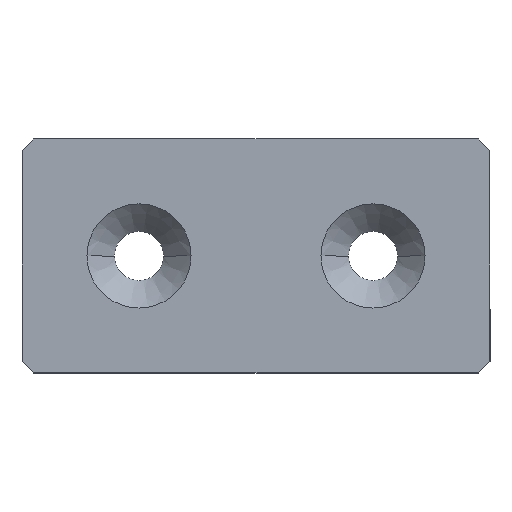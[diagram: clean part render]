
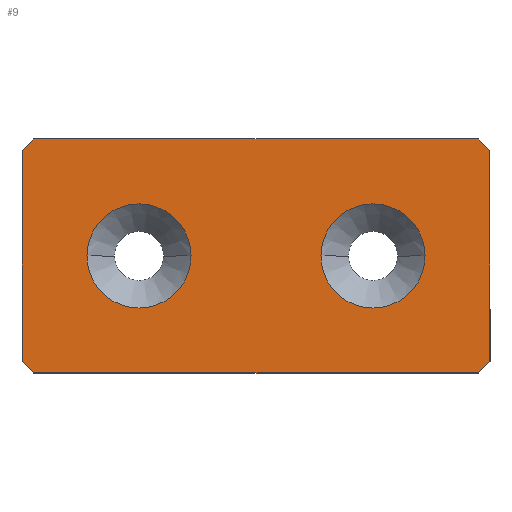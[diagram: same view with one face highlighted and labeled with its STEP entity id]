
A CAD part, top view. The second image highlights one B-rep face of the part: STEP entity #9.
In plain terms, the highlighted planar face has unit normal (0, 0, 1).
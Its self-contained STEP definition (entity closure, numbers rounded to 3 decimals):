
#9 = ADVANCED_FACE ( 'NONE', ( #477, #562, #536 ), #188, .F. ) ;
#29 = EDGE_CURVE ( 'NONE', #339, #460, #407, .T. ) ;
#39 = AXIS2_PLACEMENT_3D ( 'NONE', #194, #197, #189 ) ;
#55 = AXIS2_PLACEMENT_3D ( 'NONE', #149, #153, #154 ) ;
#59 = AXIS2_PLACEMENT_3D ( 'NONE', #122, #123, #116 ) ;
#61 = AXIS2_PLACEMENT_3D ( 'NONE', #281, #227, #232 ) ;
#62 = AXIS2_PLACEMENT_3D ( 'NONE', #254, #253, #250 ) ;
#77 = EDGE_CURVE ( 'NONE', #500, #346, #430, .T. ) ;
#82 = EDGE_CURVE ( 'NONE', #519, #363, #501, .T. ) ;
#88 = EDGE_CURVE ( 'NONE', #357, #333, #451, .T. ) ;
#90 = EDGE_CURVE ( 'NONE', #531, #326, #453, .T. ) ;
#94 = EDGE_CURVE ( 'NONE', #540, #410, #377, .T. ) ;
#98 = EDGE_CURVE ( 'NONE', #346, #500, #370, .T. ) ;
#99 = EDGE_CURVE ( 'NONE', #460, #339, #388, .T. ) ;
#100 = EDGE_CURVE ( 'NONE', #333, #531, #411, .T. ) ;
#101 = EDGE_CURVE ( 'NONE', #326, #540, #568, .T. ) ;
#102 = EDGE_CURVE ( 'NONE', #410, #519, #532, .T. ) ;
#103 = EDGE_CURVE ( 'NONE', #363, #357, #413, .T. ) ;
#116 = DIRECTION ( 'NONE',  ( 1., 0., 0. ) ) ;
#122 = CARTESIAN_POINT ( 'NONE',  ( 20., 0., 5. ) ) ;
#123 = DIRECTION ( 'NONE',  ( 0., 0., 1. ) ) ;
#134 = CARTESIAN_POINT ( 'NONE',  ( -40., -20., 5. ) ) ;
#142 = CARTESIAN_POINT ( 'NONE',  ( -40., -20., 5. ) ) ;
#149 = CARTESIAN_POINT ( 'NONE',  ( -20., 0., 5. ) ) ;
#153 = DIRECTION ( 'NONE',  ( 0., 0., -1. ) ) ;
#154 = DIRECTION ( 'NONE',  ( -1., 0., 0. ) ) ;
#181 = DIRECTION ( 'NONE',  ( 0., -1., 0. ) ) ;
#187 = DIRECTION ( 'NONE',  ( 1., 0., 0. ) ) ;
#188 = PLANE ( 'NONE',  #39 ) ;
#189 = DIRECTION ( 'NONE',  ( -1., 0., 0. ) ) ;
#192 = CARTESIAN_POINT ( 'NONE',  ( 40., -20., 5. ) ) ;
#194 = CARTESIAN_POINT ( 'NONE',  ( -40., 20., 5. ) ) ;
#196 = DIRECTION ( 'NONE',  ( 0., 1., 0. ) ) ;
#197 = DIRECTION ( 'NONE',  ( 0., 0., -1. ) ) ;
#205 = CARTESIAN_POINT ( 'NONE',  ( -40., 20., 5. ) ) ;
#206 = DIRECTION ( 'NONE',  ( -1., 0., 0. ) ) ;
#223 = CARTESIAN_POINT ( 'NONE',  ( 40., -18., 5. ) ) ;
#225 = CARTESIAN_POINT ( 'NONE',  ( -11.1, 0., 5. ) ) ;
#227 = DIRECTION ( 'NONE',  ( 0., 0., 1. ) ) ;
#232 = DIRECTION ( 'NONE',  ( 1., 0., 0. ) ) ;
#233 = CARTESIAN_POINT ( 'NONE',  ( 11.1, 0., 5. ) ) ;
#239 = CARTESIAN_POINT ( 'NONE',  ( 40., -18., 5. ) ) ;
#241 = CARTESIAN_POINT ( 'NONE',  ( -38., -20., 5. ) ) ;
#243 = CARTESIAN_POINT ( 'NONE',  ( 38., -20., 5. ) ) ;
#244 = DIRECTION ( 'NONE',  ( 0.707, -0.707, 0. ) ) ;
#245 = DIRECTION ( 'NONE',  ( -0.707, -0.707, 0. ) ) ;
#246 = CARTESIAN_POINT ( 'NONE',  ( -38., -20., 5. ) ) ;
#247 = DIRECTION ( 'NONE',  ( -0.707, 0.707, 0. ) ) ;
#248 = CARTESIAN_POINT ( 'NONE',  ( -40., 18., 5. ) ) ;
#250 = DIRECTION ( 'NONE',  ( -1., 0., 0. ) ) ;
#251 = CARTESIAN_POINT ( 'NONE',  ( 38., 20., 5. ) ) ;
#252 = CARTESIAN_POINT ( 'NONE',  ( -40., -18., 5. ) ) ;
#253 = DIRECTION ( 'NONE',  ( 0., 0., -1. ) ) ;
#254 = CARTESIAN_POINT ( 'NONE',  ( -20., 0., 5. ) ) ;
#255 = CARTESIAN_POINT ( 'NONE',  ( 40., 18., 5. ) ) ;
#259 = CARTESIAN_POINT ( 'NONE',  ( -28.9, 0., 5. ) ) ;
#260 = CARTESIAN_POINT ( 'NONE',  ( 28.9, 0., 5. ) ) ;
#262 = CARTESIAN_POINT ( 'NONE',  ( -40., 18., 5. ) ) ;
#264 = CARTESIAN_POINT ( 'NONE',  ( 38., 20., 5. ) ) ;
#276 = CARTESIAN_POINT ( 'NONE',  ( -38., 20., 5. ) ) ;
#281 = CARTESIAN_POINT ( 'NONE',  ( 20., 0., 5. ) ) ;
#282 = DIRECTION ( 'NONE',  ( 0.707, 0.707, 0. ) ) ;
#326 = VERTEX_POINT ( 'NONE', #255 ) ;
#329 = VECTOR ( 'NONE', #196, 1000. ) ;
#333 = VERTEX_POINT ( 'NONE', #243 ) ;
#339 = VERTEX_POINT ( 'NONE', #225 ) ;
#341 = ORIENTED_EDGE ( 'NONE', *, *, #101, .T. ) ;
#342 = ORIENTED_EDGE ( 'NONE', *, *, #103, .T. ) ;
#346 = VERTEX_POINT ( 'NONE', #233 ) ;
#357 = VERTEX_POINT ( 'NONE', #241 ) ;
#363 = VERTEX_POINT ( 'NONE', #252 ) ;
#370 = CIRCLE ( 'NONE', #61, 8.9 ) ;
#372 = ORIENTED_EDGE ( 'NONE', *, *, #29, .T. ) ;
#377 = LINE ( 'NONE', #205, #444 ) ;
#385 = ORIENTED_EDGE ( 'NONE', *, *, #94, .T. ) ;
#388 = CIRCLE ( 'NONE', #62, 8.9 ) ;
#397 = ORIENTED_EDGE ( 'NONE', *, *, #99, .T. ) ;
#402 = VECTOR ( 'NONE', #181, 1000. ) ;
#407 = CIRCLE ( 'NONE', #55, 8.9 ) ;
#410 = VERTEX_POINT ( 'NONE', #276 ) ;
#411 = LINE ( 'NONE', #239, #521 ) ;
#413 = LINE ( 'NONE', #246, #450 ) ;
#430 = CIRCLE ( 'NONE', #59, 8.9 ) ;
#444 = VECTOR ( 'NONE', #206, 1000. ) ;
#446 = ORIENTED_EDGE ( 'NONE', *, *, #88, .T. ) ;
#447 = EDGE_LOOP ( 'NONE', ( #472, #513 ) ) ;
#450 = VECTOR ( 'NONE', #244, 1000. ) ;
#451 = LINE ( 'NONE', #142, #467 ) ;
#453 = LINE ( 'NONE', #192, #329 ) ;
#460 = VERTEX_POINT ( 'NONE', #259 ) ;
#467 = VECTOR ( 'NONE', #187, 1000. ) ;
#472 = ORIENTED_EDGE ( 'NONE', *, *, #98, .F. ) ;
#477 = FACE_BOUND ( 'NONE', #447, .T. ) ;
#491 = ORIENTED_EDGE ( 'NONE', *, *, #102, .T. ) ;
#500 = VERTEX_POINT ( 'NONE', #260 ) ;
#501 = LINE ( 'NONE', #134, #402 ) ;
#513 = ORIENTED_EDGE ( 'NONE', *, *, #77, .F. ) ;
#519 = VERTEX_POINT ( 'NONE', #262 ) ;
#521 = VECTOR ( 'NONE', #282, 1000. ) ;
#525 = ORIENTED_EDGE ( 'NONE', *, *, #100, .T. ) ;
#531 = VERTEX_POINT ( 'NONE', #223 ) ;
#532 = LINE ( 'NONE', #248, #566 ) ;
#536 = FACE_OUTER_BOUND ( 'NONE', #548, .T. ) ;
#540 = VERTEX_POINT ( 'NONE', #264 ) ;
#548 = EDGE_LOOP ( 'NONE', ( #446, #525, #577, #341, #385, #491, #565, #342 ) ) ;
#551 = EDGE_LOOP ( 'NONE', ( #372, #397 ) ) ;
#562 = FACE_BOUND ( 'NONE', #551, .T. ) ;
#565 = ORIENTED_EDGE ( 'NONE', *, *, #82, .T. ) ;
#566 = VECTOR ( 'NONE', #245, 1000. ) ;
#568 = LINE ( 'NONE', #251, #570 ) ;
#570 = VECTOR ( 'NONE', #247, 1000. ) ;
#577 = ORIENTED_EDGE ( 'NONE', *, *, #90, .T. ) ;
